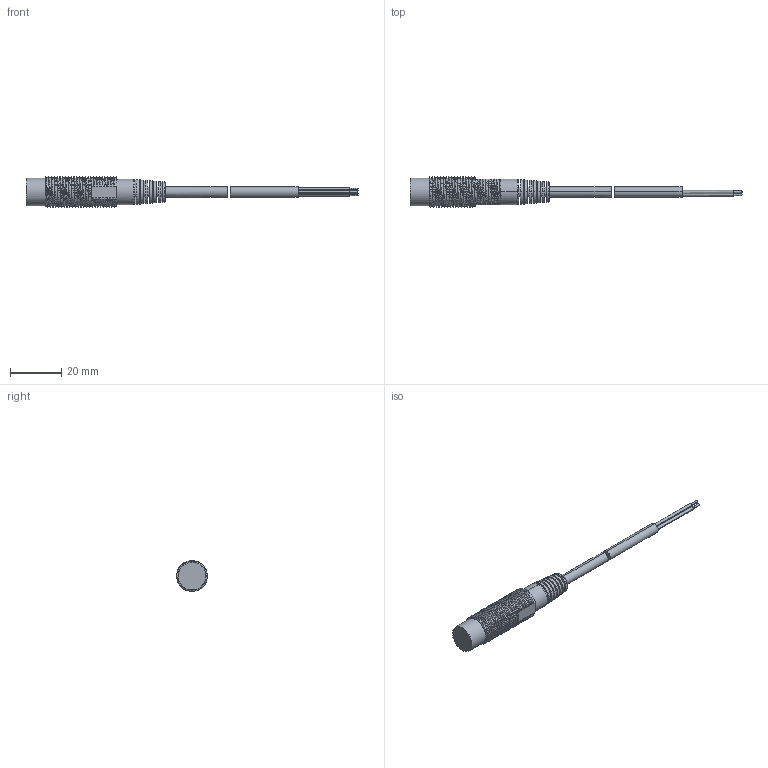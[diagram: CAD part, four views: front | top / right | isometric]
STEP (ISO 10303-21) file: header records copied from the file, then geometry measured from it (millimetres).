
FILE_DESCRIPTION( ('This file contains a STEP AP42 implementation' ,'as created by ZW3D STEP Interface translator.') ,'2;1' );
FILE_NAME( 'WCN2-1204X-X3SX.stp' ,'201027. 930 7', (''), ('ZWCAD Software Co.'), 'Version 1.0', 'ZW3D to STEP translator', '' );
FILE_SCHEMA(('AUTOMOTIVE_DESIGN'));
Length unit declared in the file: millimetre
Products named in the file (2): 0; WCN2-1204X-X3LX
Bounding box: 130.1 x 11.99 x 11.99 mm (x, y, z)
Volume: 5226.3 mm3; surface area: 4311.3 mm2
Topology: 4 solids, 4 shells, 203 faces, 517 edges, 342 vertices
Faces by surface type: bspline 203
Entity records: 27128 total; most frequent: CARTESIAN_POINT 23991, ORIENTED_EDGE 1032, EDGE_CURVE 516, VERTEX_POINT 342, B_SPLINE_CURVE_WITH_KNOTS 289, EDGE_LOOP 224, FACE_OUTER_BOUND 203, ADVANCED_FACE 203
